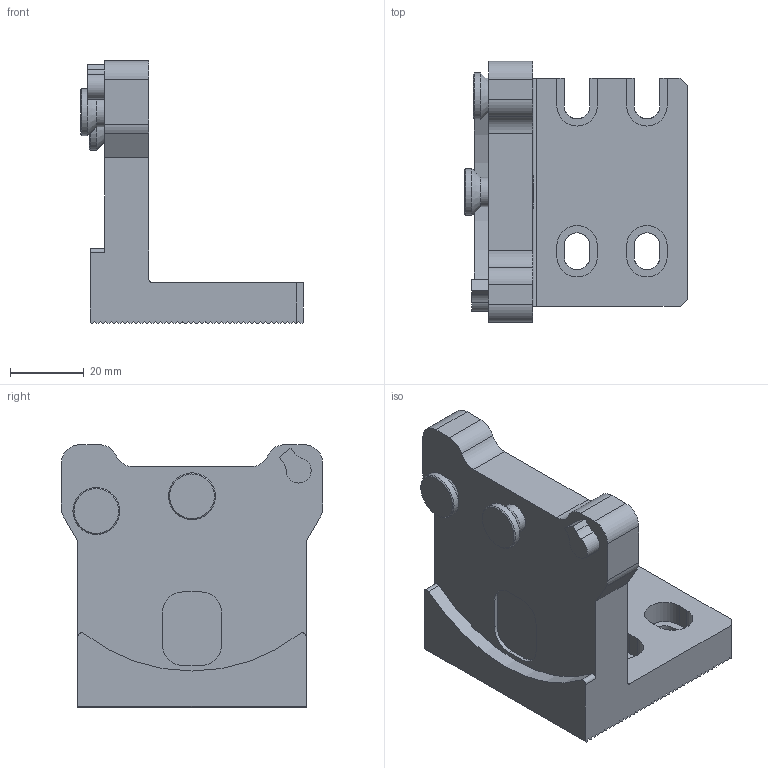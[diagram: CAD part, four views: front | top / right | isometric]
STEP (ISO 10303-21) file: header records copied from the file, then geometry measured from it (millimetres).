
FILE_DESCRIPTION(/* description */ (''),/* implementation_level */ '2;1');
FILE_NAME(/* name */ '12035585_kreiter.stp',/* time_stamp */ '2020-06-05T13:13:32+02:00',/* author */ (''),/* organization */ (''),/* preprocessor_version */ 'ST-DEVELOPER v16.7',/* originating_system */ 'SIEMENS PLM Software NX 12.0',/* authorisation */ '');
FILE_SCHEMA (('AUTOMOTIVE_DESIGN { 1 0 10303 214 3 1 1 1 }'));
Length unit declared in the file: millimetre
Products named in the file (1): krei1B8498BAfuj8
Bounding box: 60.57 x 71 x 71.35 mm (x, y, z)
Volume: 79360.6 mm3; surface area: 21395.9 mm2
Topology: 1 solids, 1 shells, 265 faces, 774 edges, 516 vertices
Faces by surface type: plane 220, cylinder 41, cone 4
Full cylindrical faces by diameter (mm): 7.95 x1, 12 x1, 12.74 x2
Entity records: 8717 total; most frequent: CARTESIAN_POINT 1547, ORIENTED_EDGE 1522, DIRECTION 1460, EDGE_CURVE 761, LINE 590, VECTOR 590, VERTEX_POINT 511, AXIS2_PLACEMENT_3D 435
